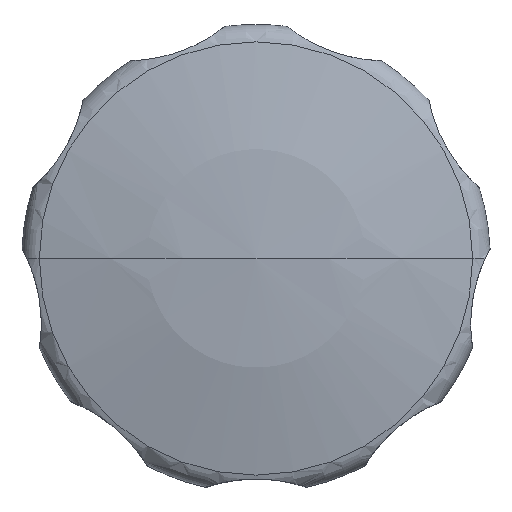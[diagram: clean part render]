
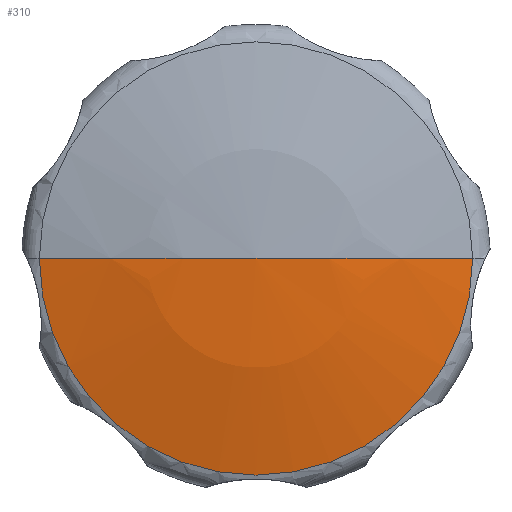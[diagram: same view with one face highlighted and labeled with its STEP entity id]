
A CAD part, top view. The second image highlights one B-rep face of the part: STEP entity #310.
In plain terms, the highlighted spherical face has radius 55.383 mm.
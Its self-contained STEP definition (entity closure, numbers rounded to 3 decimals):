
#310=ADVANCED_FACE('',(#726),#727,.T.);
#392=EDGE_CURVE('',#584,#398,#817,.T.);
#398=VERTEX_POINT('',#823);
#440=EDGE_CURVE('',#592,#398,#869,.T.);
#584=VERTEX_POINT('',#1022);
#592=VERTEX_POINT('',#1031);
#596=EDGE_CURVE('',#584,#592,#1035,.T.);
#726=FACE_OUTER_BOUND('',#1257,.T.);
#727=SPHERICAL_SURFACE('',#1258,55.383);
#817=CIRCLE('',#1483,13.876);
#823=CARTESIAN_POINT('',(13.876,0.,40.234));
#869=CIRCLE('',#1633,55.383);
#1022=CARTESIAN_POINT('',(-13.876,0.,40.234));
#1031=CARTESIAN_POINT('',(0.,0.,42.0));
#1035=CIRCLE('',#2174,55.383);
#1257=EDGE_LOOP('',(#2366,#2367,#2368));
#1258=AXIS2_PLACEMENT_3D('',#2369,#2370,#2371);
#1483=AXIS2_PLACEMENT_3D('',#2481,#2482,#2483);
#1633=AXIS2_PLACEMENT_3D('',#2522,#2523,#2524);
#2174=AXIS2_PLACEMENT_3D('',#2674,#2675,#2676);
#2366=ORIENTED_EDGE('',*,*,#596,.F.);
#2367=ORIENTED_EDGE('',*,*,#392,.T.);
#2368=ORIENTED_EDGE('',*,*,#440,.F.);
#2369=CARTESIAN_POINT('',(0.,0.,-13.383));
#2370=DIRECTION('',(0.,0.,1.0));
#2371=DIRECTION('',(-1.0,0.,0.0));
#2481=CARTESIAN_POINT('',(0.,0.,40.234));
#2482=DIRECTION('',(0.,0.,1.0));
#2483=DIRECTION('',(-1.0,0.,0.));
#2522=CARTESIAN_POINT('',(0.,0.,-13.383));
#2523=DIRECTION('',(0.,1.0,0.));
#2524=DIRECTION('',(0.0,0.,-1.0));
#2674=CARTESIAN_POINT('',(0.,0.,-13.383));
#2675=DIRECTION('',(0.,1.0,0.));
#2676=DIRECTION('',(0.0,0.,-1.0));
